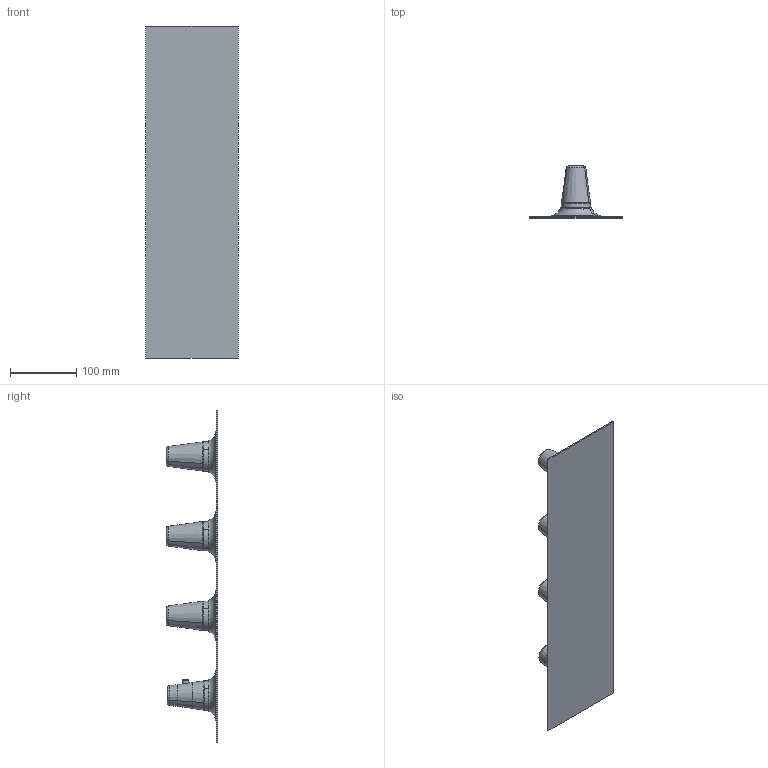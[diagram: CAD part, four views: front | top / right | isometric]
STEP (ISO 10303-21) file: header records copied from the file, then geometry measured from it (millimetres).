
FILE_DESCRIPTION(('CATIA V5 STEP Exchange'),'2;1');
FILE_NAME('VI 01V30 0 ThermoInc. vert. 3 usc. - collettore.stp','2018-11-19T09:55:07+00:00',('none'),('none'),'Version 5-6 Release 2013','CATIA V5 STEP AP203','none');
FILE_SCHEMA(('CONFIG_CONTROL_DESIGN'));
Length unit declared in the file: millimetre
Products named in the file (1): VI 01V30 0
Bounding box: 140 x 77.65 x 500 mm (x, y, z)
Volume: 546145.6 mm3; surface area: 191200.5 mm2
Topology: 1 solids, 5 shells, 180 faces, 385 edges, 228 vertices
Faces by surface type: torus 66, cone 57, cylinder 30, plane 27
Entity records: 4479 total; most frequent: CARTESIAN_POINT 775, ORIENTED_EDGE 770, DIRECTION 649, AXIS2_PLACEMENT_3D 418, EDGE_CURVE 385, CIRCLE 284, VERTEX_POINT 228, EDGE_LOOP 201
